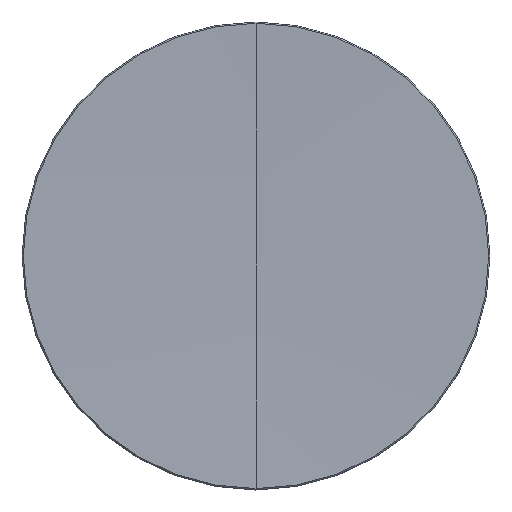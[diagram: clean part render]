
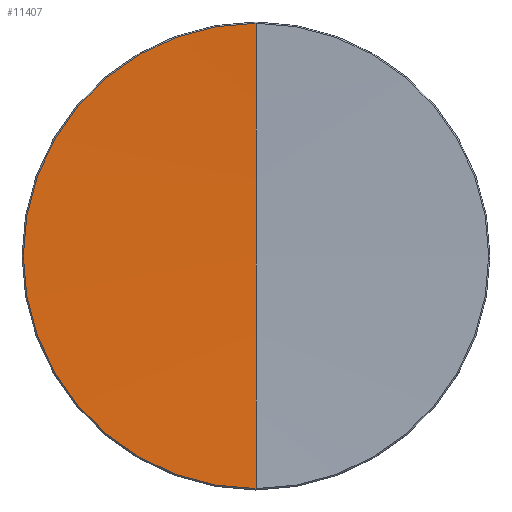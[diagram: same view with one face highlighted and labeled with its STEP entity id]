
A CAD part, top view. The second image highlights one B-rep face of the part: STEP entity #11407.
In plain terms, the highlighted spherical face has radius 1000 mm.
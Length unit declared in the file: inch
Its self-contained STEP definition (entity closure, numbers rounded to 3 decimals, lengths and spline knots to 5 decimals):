
#11356 = ORIENTED_EDGE ( 'NONE', *, *, #11357, .T. ) ;
#11357 = EDGE_CURVE ( 'NONE', #13372, #11358, #14195, .T. ) ;
#11358 = VERTEX_POINT ( 'NONE', #14190 ) ;
#11359 = VERTEX_POINT ( 'NONE', #14189 ) ;
#11368 = EDGE_CURVE ( 'NONE', #13428, #13372, #14316, .T. ) ;
#11370 = ORIENTED_EDGE ( 'NONE', *, *, #11368, .T. ) ;
#11371 = ORIENTED_EDGE ( 'NONE', *, *, #11372, .T. ) ;
#11372 = EDGE_CURVE ( 'NONE', #11358, #11359, #14297, .T. ) ;
#11405 = EDGE_CURVE ( 'NONE', #13428, #11359, #14421, .T. ) ;
#11406 = ORIENTED_EDGE ( 'NONE', *, *, #11405, .F. ) ;
#11407 = ADVANCED_FACE ( 'NONE', ( #14422 ), #14440, .F. ) ;
#11408 = EDGE_LOOP ( 'NONE', ( #11370, #11356, #11371, #11406 ) ) ;
#13372 = VERTEX_POINT ( 'NONE', #15457 ) ;
#13428 = VERTEX_POINT ( 'NONE', #15458 ) ;
#14189 = CARTESIAN_POINT ( 'NONE',  ( 0., 0., 0.23622 ) ) ;
#14190 = CARTESIAN_POINT ( 'NONE',  ( 0., -1.46851, 0.26362 ) ) ;
#14191 = DIRECTION ( 'NONE',  ( 1., 0., 0. ) ) ;
#14192 = DIRECTION ( 'NONE',  ( 0., 0., 1. ) ) ;
#14193 = CARTESIAN_POINT ( 'NONE',  ( 0., 0., 0.26362 ) ) ;
#14194 = AXIS2_PLACEMENT_3D ( 'NONE', #14193, #14192, #14191 ) ;
#14195 = CIRCLE ( 'NONE', #14194, 1.46851 ) ;
#14284 = DIRECTION ( 'NONE',  ( 0., 1., 0. ) ) ;
#14294 = DIRECTION ( 'NONE',  ( 1., 0., 0. ) ) ;
#14295 = CARTESIAN_POINT ( 'NONE',  ( 0., 0., 39.6063 ) ) ;
#14296 = AXIS2_PLACEMENT_3D ( 'NONE', #14295, #14294, #14284 ) ;
#14297 = CIRCLE ( 'NONE', #14296, 39.37008 ) ;
#14316 = CIRCLE ( 'NONE', #14330, 1.46851 ) ;
#14328 = DIRECTION ( 'NONE',  ( 0., 0., 1. ) ) ;
#14329 = CARTESIAN_POINT ( 'NONE',  ( 0., 0., 0.26362 ) ) ;
#14330 = AXIS2_PLACEMENT_3D ( 'NONE', #14329, #14328, #14338 ) ;
#14338 = DIRECTION ( 'NONE',  ( 1., 0., 0. ) ) ;
#14404 = CARTESIAN_POINT ( 'NONE',  ( 0., 0., 39.6063 ) ) ;
#14414 = DIRECTION ( 'NONE',  ( 0., 0., 1. ) ) ;
#14416 = DIRECTION ( 'NONE',  ( -1., 0., 0. ) ) ;
#14418 = AXIS2_PLACEMENT_3D ( 'NONE', #14404, #14416, #14414 ) ;
#14421 = CIRCLE ( 'NONE', #14418, 39.37008 ) ;
#14422 = FACE_OUTER_BOUND ( 'NONE', #11408, .T. ) ;
#14438 = CARTESIAN_POINT ( 'NONE',  ( 0., 0., 39.6063 ) ) ;
#14439 = AXIS2_PLACEMENT_3D ( 'NONE', #14438, #14533, #14532 ) ;
#14440 = SPHERICAL_SURFACE ( 'NONE', #14439, 39.37008 ) ;
#14532 = DIRECTION ( 'NONE',  ( 0., 1., 0. ) ) ;
#14533 = DIRECTION ( 'NONE',  ( 1., 0., 0. ) ) ;
#15457 = CARTESIAN_POINT ( 'NONE',  ( -1.46851, 0., 0.26362 ) ) ;
#15458 = CARTESIAN_POINT ( 'NONE',  ( 0., 1.46851, 0.26362 ) ) ;
